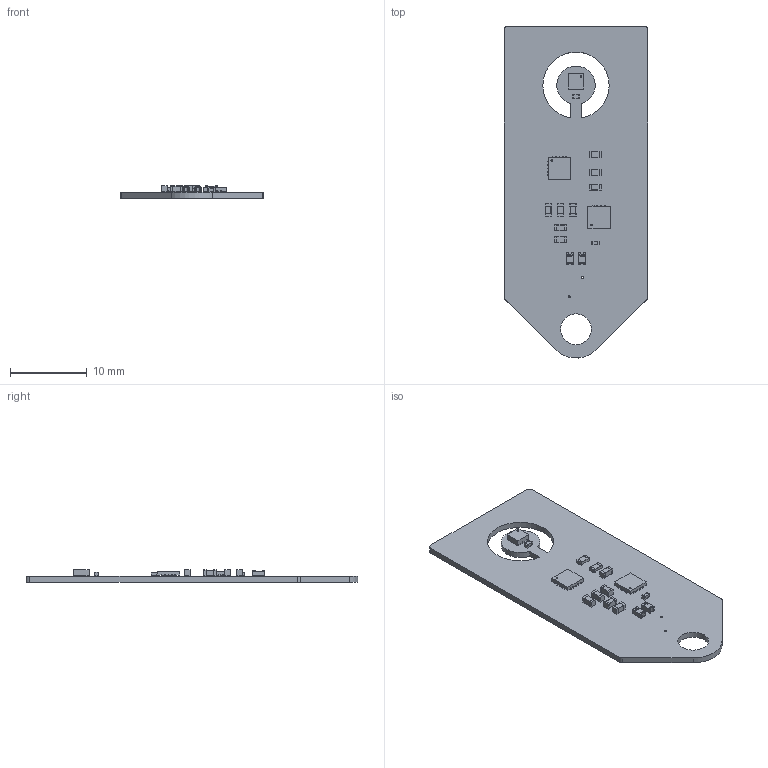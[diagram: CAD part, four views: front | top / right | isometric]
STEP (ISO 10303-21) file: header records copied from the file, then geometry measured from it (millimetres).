
FILE_DESCRIPTION(('KiCad electronic assembly'),'2;1');
FILE_NAME('nfc_sense.step','2024-10-31T16:06:14',('Pcbnew'),('Kicad'), 'Open CASCADE STEP processor 7.6','KiCad to STEP converter','Unknown' );
FILE_SCHEMA(('AUTOMOTIVE_DESIGN { 1 0 10303 214 1 1 1 1 }'));
Length unit declared in the file: millimetre
Products named in the file (16): nfc_sense 1; C_0603_1608Metric; SOLID; QFN-16-1EP_3x3mm_P0.5mm_EP2.7x2.7mm_ThermalVias; WSON-6-1EP_2x2mm_P0.65mm_EP1x1.6mm; QFN-20-1EP_3x3mm_P0.45mm_EP1.6x1.6mm; D_0603_1608Metric; R_0603_1608Metric; C_0402_1005Metric; nfc_sense PCB
Assembly tree (23 placements, depth 3):
  nfc_sense 1
    C_0603_1608Metric  x6
      SOLID
    QFN-16-1EP_3x3mm_P0.5mm_EP2.7x2.7mm_ThermalVias
      SOLID
    WSON-6-1EP_2x2mm_P0.65mm_EP1x1.6mm
      SOLID
    QFN-20-1EP_3x3mm_P0.45mm_EP1.6x1.6mm
      SOLID
    D_0603_1608Metric  x2
      SOLID
    R_0603_1608Metric  x2
      SOLID
    C_0402_1005Metric  x2
      SOLID
    nfc_sense PCB
Bounding box: 18.6 x 43.13 x 1.66 mm (x, y, z)
Volume: 566.3 mm3; surface area: 1649.8 mm2
Topology: 16 solids, 16 shells, 666 faces, 1825 edges, 1214 vertices
Faces by surface type: plane 513, cylinder 153
Full cylindrical faces by diameter (mm): 0.2 x2, 0.25 x3, 4 x1
Entity records: 33495 total; most frequent: CARTESIAN_POINT 5784, DIRECTION 4588, LINE 3407, VECTOR 3407, ORIENTED_EDGE 2434, PCURVE 2434, DEFINITIONAL_REPRESENTATION 2434, EDGE_CURVE 1217
